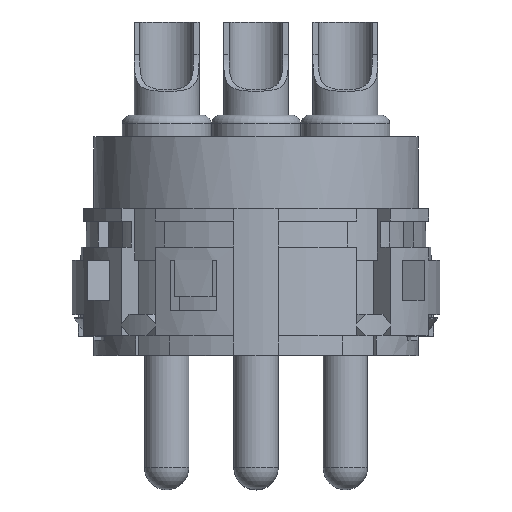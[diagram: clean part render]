
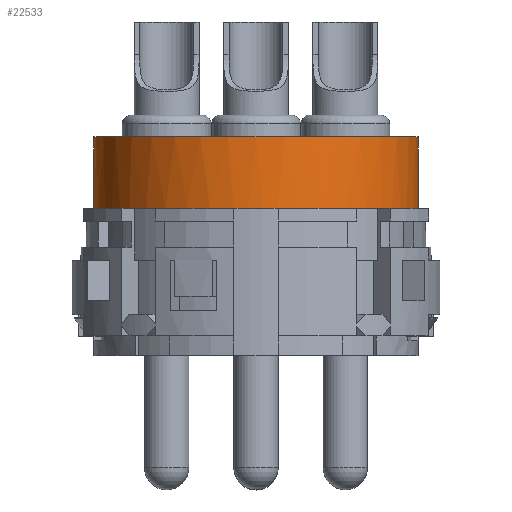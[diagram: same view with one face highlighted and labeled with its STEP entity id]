
A CAD part, top view. The second image highlights one B-rep face of the part: STEP entity #22533.
In plain terms, the highlighted cylindrical face has radius 7.5 mm (diameter 15 mm), a partial arc.
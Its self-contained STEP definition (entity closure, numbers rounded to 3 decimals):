
#3371=CARTESIAN_POINT('',(0.,6.8,0.));
#3372=DIRECTION('',(0.,1.,0.));
#3373=DIRECTION('',(0.137,0.,0.991));
#3374=AXIS2_PLACEMENT_3D('',#3371,#3372,#3373);
#3389=CARTESIAN_POINT('',(0.,6.8,0.));
#3390=DIRECTION('',(0.,1.,0.));
#3391=DIRECTION('',(0.93,0.,0.368));
#3392=AXIS2_PLACEMENT_3D('',#3389,#3390,#3391);
#3399=CARTESIAN_POINT('',(0.,6.8,0.));
#3400=DIRECTION('',(0.,1.,0.));
#3401=DIRECTION('',(-1.,0.,0.));
#3402=AXIS2_PLACEMENT_3D('',#3399,#3400,#3401);
#3417=CARTESIAN_POINT('',(0.,6.8,0.));
#3418=DIRECTION('',(0.,1.,0.));
#3419=DIRECTION('',(-0.779,0.,0.627));
#3420=AXIS2_PLACEMENT_3D('',#3417,#3418,#3419);
#3652=CARTESIAN_POINT('',(0.,6.8,0.));
#3653=DIRECTION('',(0.,1.,0.));
#3654=DIRECTION('',(0.779,0.,0.627));
#3655=AXIS2_PLACEMENT_3D('',#3652,#3653,#3654);
#3657=CARTESIAN_POINT('',(0.,6.8,0.));
#3658=DIRECTION('',(0.,1.,0.));
#3659=DIRECTION('',(-0.137,0.,0.991));
#3660=AXIS2_PLACEMENT_3D('',#3657,#3658,#3659);
#3662=CARTESIAN_POINT('',(0.,6.8,0.));
#3663=DIRECTION('',(0.,1.,0.));
#3664=DIRECTION('',(-0.93,0.,0.368));
#3665=AXIS2_PLACEMENT_3D('',#3662,#3663,#3664);
#3667=DIRECTION('',(0.,1.,0.));
#3668=VECTOR('',#3667,3.3);
#3669=CARTESIAN_POINT('',(-7.5,6.8,0.));
#3670=LINE('',#3669,#3668);
#3852=DIRECTION('',(0.,1.,0.));
#3853=VECTOR('',#3852,3.3);
#3854=CARTESIAN_POINT('',(7.5,6.8,0.));
#3855=LINE('',#3854,#3853);
#3856=CARTESIAN_POINT('',(0.,10.1,0.));
#3857=DIRECTION('',(0.,1.,0.));
#3858=DIRECTION('',(-1.,0.,0.));
#3859=AXIS2_PLACEMENT_3D('',#3856,#3857,#3858);
#16626=CARTESIAN_POINT('',(-7.5,10.1,0.));
#16627=CARTESIAN_POINT('',(7.5,10.1,0.));
#16628=VERTEX_POINT('',#16626);
#16629=VERTEX_POINT('',#16627);
#16630=CARTESIAN_POINT('',(7.5,6.8,0.));
#16631=CARTESIAN_POINT('',(-7.5,6.8,0.));
#16632=VERTEX_POINT('',#16630);
#16633=VERTEX_POINT('',#16631);
#16849=CARTESIAN_POINT('',(-1.025,6.8,7.43));
#16851=VERTEX_POINT('',#16849);
#16852=CARTESIAN_POINT('',(1.025,6.8,7.43));
#16854=VERTEX_POINT('',#16852);
#16913=CARTESIAN_POINT('',(-6.975,6.8,2.757));
#16915=VERTEX_POINT('',#16913);
#16926=CARTESIAN_POINT('',(-5.843,6.8,4.702));
#16928=VERTEX_POINT('',#16926);
#16960=CARTESIAN_POINT('',(6.975,6.8,2.757));
#16962=VERTEX_POINT('',#16960);
#16999=CARTESIAN_POINT('',(5.843,6.8,4.702));
#17001=VERTEX_POINT('',#16999);
#22511=CARTESIAN_POINT('',(0.,6.8,0.));
#22512=DIRECTION('',(0.,1.,0.));
#22513=DIRECTION('',(-1.,0.,0.));
#22514=AXIS2_PLACEMENT_3D('',#22511,#22512,#22513);
#22515=CYLINDRICAL_SURFACE('',#22514,7.5);
#22516=ORIENTED_EDGE('',*,*,#22506,.F.);
#22517=ORIENTED_EDGE('',*,*,#22200,.F.);
#22519=ORIENTED_EDGE('',*,*,#22518,.F.);
#22520=ORIENTED_EDGE('',*,*,#22220,.F.);
#22522=ORIENTED_EDGE('',*,*,#22521,.F.);
#22523=ORIENTED_EDGE('',*,*,#22212,.F.);
#22525=ORIENTED_EDGE('',*,*,#22524,.T.);
#22527=ORIENTED_EDGE('',*,*,#22526,.T.);
#22529=ORIENTED_EDGE('',*,*,#22528,.F.);
#22530=ORIENTED_EDGE('',*,*,#22208,.F.);
#22531=EDGE_LOOP('',(#22516,#22517,#22519,#22520,#22522,#22523,#22525,#22527,
#22529,#22530));
#22532=FACE_OUTER_BOUND('',#22531,.F.);
#3375=CIRCLE('',#3374,7.5);
#3393=CIRCLE('',#3392,7.5);
#3403=CIRCLE('',#3402,7.5);
#3421=CIRCLE('',#3420,7.5);
#3656=CIRCLE('',#3655,7.5);
#3661=CIRCLE('',#3660,7.5);
#3666=CIRCLE('',#3665,7.5);
#3860=CIRCLE('',#3859,7.5);
#22200=EDGE_CURVE('',#16854,#17001,#3375,.T.);
#22208=EDGE_CURVE('',#16962,#16632,#3393,.T.);
#22212=EDGE_CURVE('',#16633,#16915,#3403,.T.);
#22220=EDGE_CURVE('',#16928,#16851,#3421,.T.);
#22506=EDGE_CURVE('',#17001,#16962,#3656,.T.);
#22518=EDGE_CURVE('',#16851,#16854,#3661,.T.);
#22521=EDGE_CURVE('',#16915,#16928,#3666,.T.);
#22524=EDGE_CURVE('',#16633,#16628,#3670,.T.);
#22526=EDGE_CURVE('',#16628,#16629,#3860,.T.);
#22528=EDGE_CURVE('',#16632,#16629,#3855,.T.);
#22533=ADVANCED_FACE('',(#22532),#22515,.T.);
